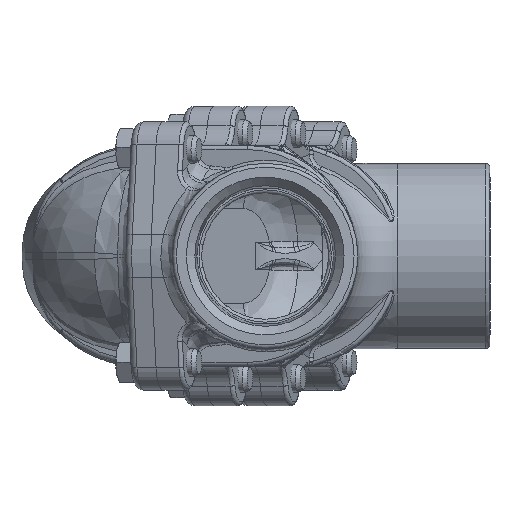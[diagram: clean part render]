
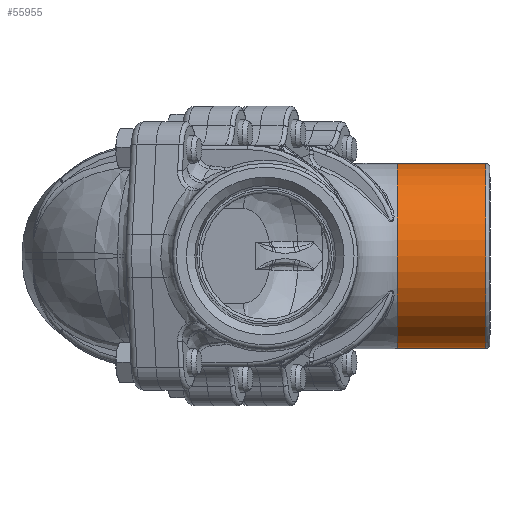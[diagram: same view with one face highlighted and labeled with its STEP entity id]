
A CAD part, left-side view. The second image highlights one B-rep face of the part: STEP entity #55955.
In plain terms, the highlighted cylindrical face has radius 37.306 mm (diameter 74.612 mm), a full revolution.
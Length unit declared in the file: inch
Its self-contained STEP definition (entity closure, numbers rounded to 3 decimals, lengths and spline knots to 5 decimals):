
#1609=ELLIPSE('',#58853,1.53926,1.46875);
#5305=B_SPLINE_CURVE_WITH_KNOTS('',3,(#109641,#109642,#109643,#109644,#109645,
#109646),.UNSPECIFIED.,.F.,.F.,(4,2,4),(-2.07127,0.,0.15297),
 .UNSPECIFIED.);
#5306=B_SPLINE_CURVE_WITH_KNOTS('',3,(#109650,#109651,#109652,#109653,#109654,
#109655),.UNSPECIFIED.,.F.,.F.,(4,2,4),(-5.02438,-4.87142,
-2.80014),.UNSPECIFIED.);
#8815=FACE_OUTER_BOUND('',#12285,.T.);
#12285=EDGE_LOOP('',(#43004,#43005,#43006,#43007,#43008,#43009,#43010,#43011,
#43012,#43013));
#15895=LINE('',#109637,#19239);
#19239=VECTOR('',#63458,1.46875);
#21488=CIRCLE('',#58841,1.46875);
#21489=CIRCLE('',#58842,1.46875);
#21494=CIRCLE('',#58847,1.46875);
#21497=CIRCLE('',#58852,1.46875);
#21498=CIRCLE('',#58854,1.46875);
#24581=VERTEX_POINT('',#109616);
#24582=VERTEX_POINT('',#109617);
#24583=VERTEX_POINT('',#109619);
#24589=VERTEX_POINT('',#109636);
#24590=VERTEX_POINT('',#109638);
#24591=VERTEX_POINT('',#109640);
#24592=VERTEX_POINT('',#109647);
#24593=VERTEX_POINT('',#109649);
#31235=EDGE_CURVE('',#24581,#24582,#21488,.T.);
#31236=EDGE_CURVE('',#24582,#24583,#21489,.T.);
#31241=EDGE_CURVE('',#24583,#24581,#21494,.T.);
#31245=EDGE_CURVE('',#24582,#24589,#15895,.T.);
#31246=EDGE_CURVE('',#24589,#24590,#21497,.T.);
#31247=EDGE_CURVE('',#24591,#24590,#5305,.T.);
#31248=EDGE_CURVE('',#24592,#24591,#1609,.T.);
#31249=EDGE_CURVE('',#24593,#24592,#5306,.T.);
#31250=EDGE_CURVE('',#24593,#24589,#21498,.T.);
#43004=ORIENTED_EDGE('',*,*,#31235,.F.);
#43005=ORIENTED_EDGE('',*,*,#31241,.F.);
#43006=ORIENTED_EDGE('',*,*,#31236,.F.);
#43007=ORIENTED_EDGE('',*,*,#31245,.T.);
#43008=ORIENTED_EDGE('',*,*,#31246,.T.);
#43009=ORIENTED_EDGE('',*,*,#31247,.F.);
#43010=ORIENTED_EDGE('',*,*,#31248,.F.);
#43011=ORIENTED_EDGE('',*,*,#31249,.F.);
#43012=ORIENTED_EDGE('',*,*,#31250,.T.);
#43013=ORIENTED_EDGE('',*,*,#31245,.F.);
#54610=CYLINDRICAL_SURFACE('',#58851,1.46875);
#55955=ADVANCED_FACE('',(#8815),#54610,.T.);
#58841=AXIS2_PLACEMENT_3D('',#109618,#63435,#63436);
#58842=AXIS2_PLACEMENT_3D('',#109620,#63437,#63438);
#58847=AXIS2_PLACEMENT_3D('',#109628,#63447,#63448);
#58851=AXIS2_PLACEMENT_3D('',#109635,#63456,#63457);
#58852=AXIS2_PLACEMENT_3D('',#109639,#63459,#63460);
#58853=AXIS2_PLACEMENT_3D('',#109648,#63461,#63462);
#58854=AXIS2_PLACEMENT_3D('',#109656,#63463,#63464);
#63435=DIRECTION('center_axis',(0.,-1.,0.));
#63436=DIRECTION('ref_axis',(-1.,0.,0.));
#63437=DIRECTION('center_axis',(0.,-1.,0.));
#63438=DIRECTION('ref_axis',(-1.,0.,0.));
#63447=DIRECTION('center_axis',(0.,-1.,0.));
#63448=DIRECTION('ref_axis',(-1.,0.,0.));
#63456=DIRECTION('center_axis',(0.,-1.,0.));
#63457=DIRECTION('ref_axis',(1.,0.,0.));
#63458=DIRECTION('',(0.,1.,0.));
#63459=DIRECTION('center_axis',(0.,-1.,0.));
#63460=DIRECTION('ref_axis',(1.,0.,0.));
#63461=DIRECTION('center_axis',(0.299,0.954,0.));
#63462=DIRECTION('ref_axis',(0.954,-0.299,0.));
#63463=DIRECTION('center_axis',(0.,-1.,0.));
#63464=DIRECTION('ref_axis',(1.,0.,0.));
#109616=CARTESIAN_POINT('',(1.46875,-3.49589,0.));
#109617=CARTESIAN_POINT('',(-1.46875,-3.49589,0.));
#109618=CARTESIAN_POINT('Origin',(0.,-3.49589,
0.));
#109619=CARTESIAN_POINT('',(0.,-3.49589,-1.46875));
#109620=CARTESIAN_POINT('Origin',(0.,-3.49589,
0.));
#109628=CARTESIAN_POINT('Origin',(0.,-3.49589,
0.));
#109635=CARTESIAN_POINT('Origin',(0.,-2.09375,0.));
#109636=CARTESIAN_POINT('',(-1.46875,-2.09375,0.));
#109637=CARTESIAN_POINT('',(-1.46875,-2.09375,0.));
#109638=CARTESIAN_POINT('',(0.,-2.09375,-1.46875));
#109639=CARTESIAN_POINT('Origin',(0.,-2.09375,0.));
#109640=CARTESIAN_POINT('',(-0.07729,-1.22342,-1.46671));
#109641=CARTESIAN_POINT('Ctrl Pts',(-0.07729,-1.22342,
-1.46671));
#109642=CARTESIAN_POINT('Ctrl Pts',(-0.02986,-1.49047,
-1.46921));
#109643=CARTESIAN_POINT('Ctrl Pts',(-0.00369,-1.76157,
-1.46868));
#109644=CARTESIAN_POINT('Ctrl Pts',(-0.00012,-2.05361,
-1.46875));
#109645=CARTESIAN_POINT('Ctrl Pts',(0.00006,-2.07869,
-1.46875));
#109646=CARTESIAN_POINT('Ctrl Pts',(0.,-2.09375,
-1.46875));
#109647=CARTESIAN_POINT('',(-0.07729,-1.22342,1.46671));
#109648=CARTESIAN_POINT('Origin',(0.,-1.24765,
0.));
#109649=CARTESIAN_POINT('',(0.,-2.09375,1.46875));
#109650=CARTESIAN_POINT('Ctrl Pts',(0.,-2.09375,
1.46875));
#109651=CARTESIAN_POINT('Ctrl Pts',(0.00006,-2.07869,
1.46875));
#109652=CARTESIAN_POINT('Ctrl Pts',(-0.00012,-2.05361,
1.46875));
#109653=CARTESIAN_POINT('Ctrl Pts',(-0.00369,-1.76149,
1.46865));
#109654=CARTESIAN_POINT('Ctrl Pts',(-0.02986,-1.49047,
1.46921));
#109655=CARTESIAN_POINT('Ctrl Pts',(-0.07729,-1.22342,
1.46671));
#109656=CARTESIAN_POINT('Origin',(0.,-2.09375,0.));
